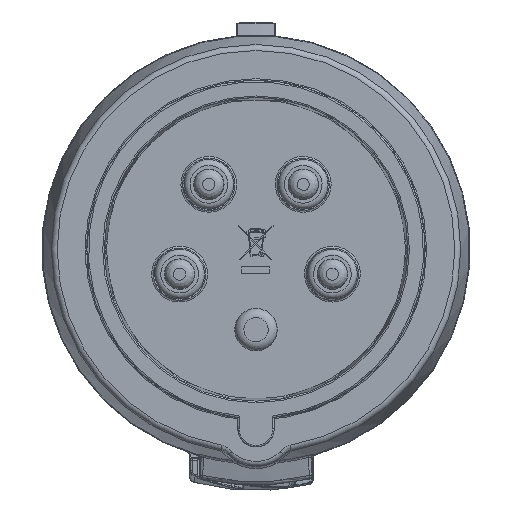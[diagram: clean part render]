
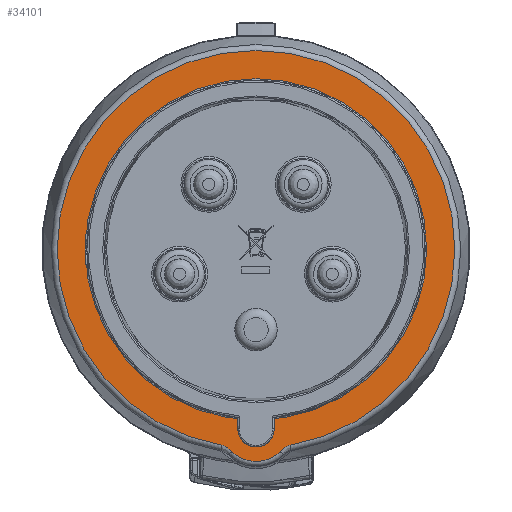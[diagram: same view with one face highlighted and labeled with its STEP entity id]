
A CAD part, front view. The second image highlights one B-rep face of the part: STEP entity #34101.
In plain terms, the highlighted planar face has unit normal (0, -1, 0).
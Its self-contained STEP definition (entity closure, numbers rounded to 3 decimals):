
#55=FACE_BOUND('',#6562,.T.);
#3852=PLANE('',#36293);
#4502=FACE_OUTER_BOUND('',#6561,.T.);
#6561=EDGE_LOOP('',(#21561,#21562,#21563,#21564));
#6562=EDGE_LOOP('',(#21565,#21566));
#8675=CIRCLE('',#36290,28.15);
#8677=CIRCLE('',#36292,28.15);
#8678=CIRCLE('',#36294,32.801);
#8679=CIRCLE('',#36295,5.7);
#9898=B_SPLINE_CURVE_WITH_KNOTS('',3,(#46292,#46293,#46294,#46295,#46296),
 .UNSPECIFIED.,.F.,.F.,(4,1,4),(-1.,-0.571,0.),
 .UNSPECIFIED.);
#10002=B_SPLINE_CURVE_WITH_KNOTS('',3,(#48499,#48500,#48501,#48502,#48503,
#48504),.UNSPECIFIED.,.F.,.F.,(4,1,1,4),(-1.,-0.714,-0.571,
0.),.UNSPECIFIED.);
#12283=VERTEX_POINT('',#46282);
#12285=VERTEX_POINT('',#46290);
#12541=VERTEX_POINT('',#48489);
#12542=VERTEX_POINT('',#48490);
#12543=VERTEX_POINT('',#48495);
#12544=VERTEX_POINT('',#48497);
#15620=EDGE_CURVE('',#12285,#12283,#9898,.T.);
#15981=EDGE_CURVE('',#12541,#12542,#8675,.T.);
#15983=EDGE_CURVE('',#12542,#12541,#8677,.T.);
#15984=EDGE_CURVE('',#12283,#12543,#8678,.T.);
#15985=EDGE_CURVE('',#12544,#12285,#8679,.T.);
#15986=EDGE_CURVE('',#12543,#12544,#10002,.T.);
#21561=ORIENTED_EDGE('',*,*,#15984,.F.);
#21562=ORIENTED_EDGE('',*,*,#15620,.F.);
#21563=ORIENTED_EDGE('',*,*,#15985,.F.);
#21564=ORIENTED_EDGE('',*,*,#15986,.F.);
#21565=ORIENTED_EDGE('',*,*,#15981,.F.);
#21566=ORIENTED_EDGE('',*,*,#15983,.F.);
#34101=ADVANCED_FACE('',(#4502,#55),#3852,.T.);
#36290=AXIS2_PLACEMENT_3D('',#48491,#39359,#39360);
#36292=AXIS2_PLACEMENT_3D('',#48493,#39363,#39364);
#36293=AXIS2_PLACEMENT_3D('',#48494,#39365,#39366);
#36294=AXIS2_PLACEMENT_3D('',#48496,#39367,#39368);
#36295=AXIS2_PLACEMENT_3D('',#48498,#39369,#39370);
#39359=DIRECTION('center_axis',(0.,-1.,0.));
#39360=DIRECTION('ref_axis',(1.,0.,0.));
#39363=DIRECTION('center_axis',(0.,-1.,0.));
#39364=DIRECTION('ref_axis',(1.,0.,0.));
#39365=DIRECTION('center_axis',(0.,-1.,0.));
#39366=DIRECTION('ref_axis',(1.,0.,0.));
#39367=DIRECTION('center_axis',(0.,1.,0.));
#39368=DIRECTION('ref_axis',(0.,0.,
1.));
#39369=DIRECTION('center_axis',(0.,1.,0.));
#39370=DIRECTION('ref_axis',(0.,0.,
-1.));
#46282=CARTESIAN_POINT('',(-5.614,-16.83,-32.317));
#46290=CARTESIAN_POINT('',(-4.021,-16.83,-33.34));
#46292=CARTESIAN_POINT('Ctrl Pts',(-4.021,-16.83,
-33.34));
#46293=CARTESIAN_POINT('Ctrl Pts',(-4.214,-16.83,
-33.148));
#46294=CARTESIAN_POINT('Ctrl Pts',(-4.685,-16.83,
-32.682));
#46295=CARTESIAN_POINT('Ctrl Pts',(-5.257,-16.83,
-32.379));
#46296=CARTESIAN_POINT('Ctrl Pts',(-5.614,-16.83,
-32.317));
#48489=CARTESIAN_POINT('',(0.,-16.83,28.15));
#48490=CARTESIAN_POINT('',(-28.15,-16.83,0.));
#48491=CARTESIAN_POINT('Origin',(0.,-16.83,
0.));
#48493=CARTESIAN_POINT('Origin',(0.,-16.83,
0.));
#48494=CARTESIAN_POINT('Origin',(0.,-16.83,
-33.704));
#48495=CARTESIAN_POINT('',(5.614,-16.83,-32.317));
#48496=CARTESIAN_POINT('Origin',(0.,-16.83,
0.));
#48497=CARTESIAN_POINT('',(4.021,-16.83,-33.34));
#48498=CARTESIAN_POINT('Origin',(0.,-16.83,
-29.3));
#48499=CARTESIAN_POINT('Ctrl Pts',(5.614,-16.83,-32.317));
#48500=CARTESIAN_POINT('Ctrl Pts',(5.435,-16.83,-32.348));
#48501=CARTESIAN_POINT('Ctrl Pts',(5.18,-16.83,-32.437));
#48502=CARTESIAN_POINT('Ctrl Pts',(4.621,-16.83,-32.749));
#48503=CARTESIAN_POINT('Ctrl Pts',(4.278,-16.83,-33.084));
#48504=CARTESIAN_POINT('Ctrl Pts',(4.021,-16.83,-33.34));
